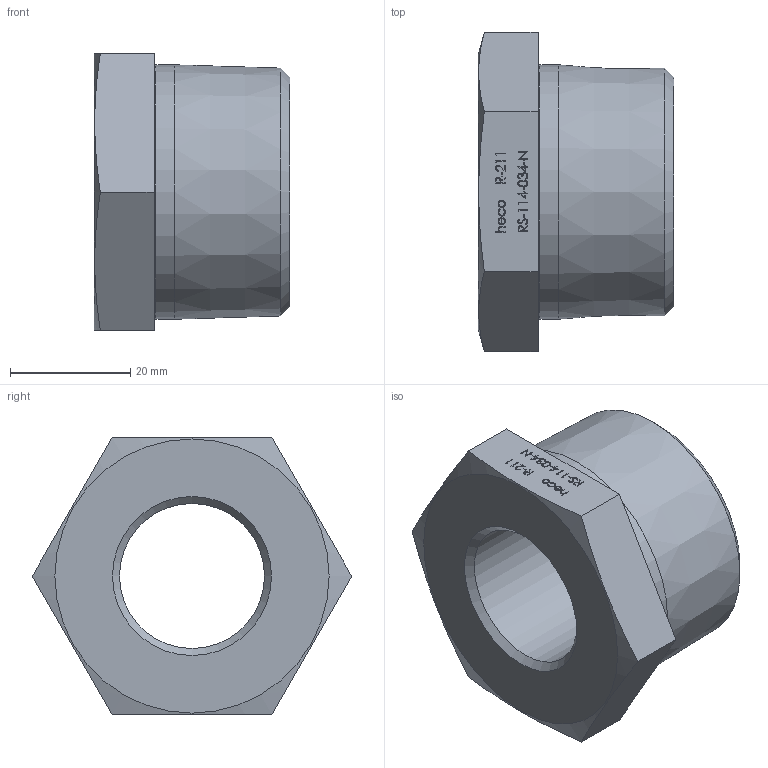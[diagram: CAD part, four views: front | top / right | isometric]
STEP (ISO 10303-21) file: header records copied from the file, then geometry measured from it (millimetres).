
FILE_DESCRIPTION (( 'STEP AP214' ), '1' );
FILE_NAME ('RS-114-034-N R-211 Reduzierstück 2011.STEP', '2020-11-09T11:19:00', ( '' ), ( '' ), 'SwSTEP 2.0', 'SolidWorks 2019', '' );
FILE_SCHEMA (( 'AUTOMOTIVE_DESIGN' ));
Length unit declared in the file: millimetre
Products named in the file (1): RS-114-034-N R-211 Reduzierstück 2011
Bounding box: 32.5 x 53.12 x 46.01 mm (x, y, z)
Volume: 34036.8 mm3; surface area: 9402.2 mm2
Topology: 1 solids, 1 shells, 256 faces, 671 edges, 446 vertices
Faces by surface type: plane 159, bspline 89, cone 5, cylinder 2, torus 1
Full cylindrical faces by diameter (mm): 24.117 x1, 42.31 x1
Entity records: 15005 total; most frequent: CARTESIAN_POINT 6757, ORIENTED_EDGE 1322, DIRECTION 823, EDGE_CURVE 661, VECTOR 467, LINE 467, VERTEX_POINT 444, EDGE_LOOP 295
